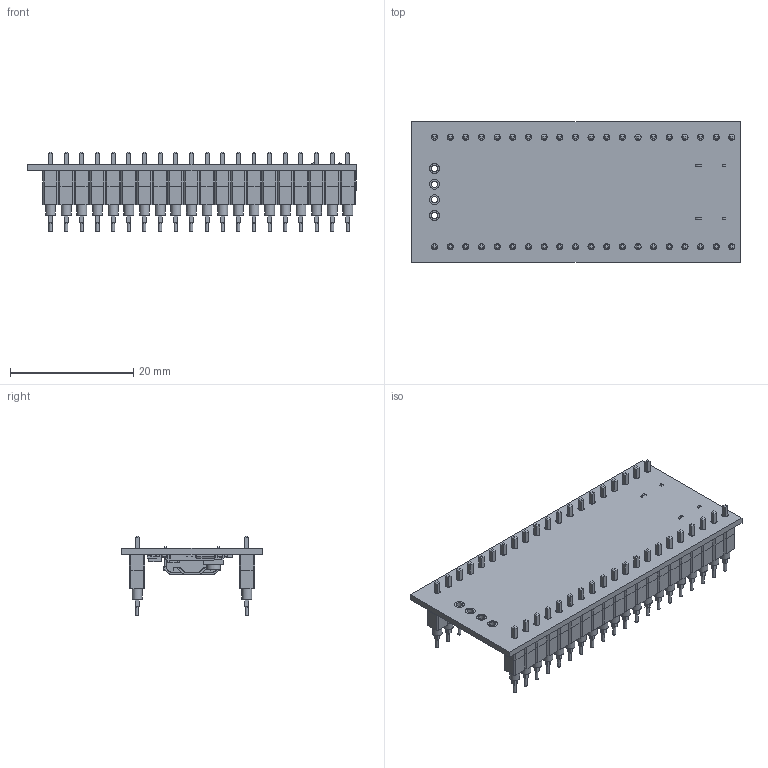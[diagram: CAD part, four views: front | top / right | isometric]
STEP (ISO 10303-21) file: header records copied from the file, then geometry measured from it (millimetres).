
FILE_DESCRIPTION(/* description */ (''),/* implementation_level */ '2;1');
FILE_NAME(/* name */ 'Raspberry_Pi_Pico_USBC_Flipped_Pin_Header.step',/* time_stamp */ '2023-11-17T08:55:01-05:00',/* author */ (''),/* organization */ (''),/* preprocessor_version */ 'ST-DEVELOPER v20',/* originating_system */ 'Autodesk Translation Framework v12.14.0.127',/* authorisation */ '');
FILE_SCHEMA (('AUTOMOTIVE_DESIGN { 1 0 10303 214 3 1 1 }'));
Products named in the file (48): Raspberry_Pi_Pico_Flipped; PinHeader_1x20_P2.54mm_Vertical.step; Raspberry Pi Pico-R3.STEP (1); SMD Resistor, Configurable, Raspberry Pi Pico-R3_R7 (1); U2, RT6150B-33GQW, Buck Boost Converter, Raspberry Pi Pico-R3 (1); SMD Capacitor, Configurable, Raspberry Pi Pico-R3_C3 (1); SMD Resistor, Configurable, Raspberry Pi Pico-R3_R14 (1); SMD Capacitor, Configurable, Raspberry Pi Pico-R3_C12 (1); SMD Resistor, Configurable, Raspberry Pi Pico-R3_R2 (1); SMD Capacitor, Configurable, Raspberry Pi Pico-R3_C13 (1); SMD Resistor, Configurable, Raspberry Pi Pico-R3_R12 (1); U3, W25Q16JVUXIQ, Serial NOR Flash 16 Mbit, Raspberry Pi Pico-R3 (1); SMD Resistor, Configurable, Raspberry Pi Pico-R3_R5 (1); SMD Resistor, Configurable, Raspberry Pi Pico-R3_R1 (1); X1, X12M000000S096, 12 Mhz Crystal Resonator, Raspberry Pi Pico-R3 (1
); SMD Capacitor, Configurable, Raspberry Pi Pico-R3_C2 (1); SMD Resistor, Configurable, Raspberry Pi Pico-R3_R4 (1); Q1, MOSFET, DMG1012T, Raspberry Pi Pico-R3 (1); SMD Capacitor, Configurable, Raspberry Pi Pico-R3_C11 (1); SMD Resistor, Configurable, Raspberry Pi Pico-R3_R6 (1); RP2040 Microcontroller, Raspberry Pi Pico-R3 (1); SMD Resistor, Configurable, Raspberry Pi Pico-R3_R9 (1); D1, Diode, Schottky, Raspberry Pi Pico-R3 (1); SMD Resistor, Configurable, Raspberry Pi Pico-R3_R3 (1); SMD Capacitor, Configurable, Raspberry Pi Pico-R3_C8 (1); SMD Capacitor, Configurable, Raspberry Pi Pico-R3_C6 (1); SMD Capacitor, Configurable, Raspberry Pi Pico-R3_C17 (1); SMD Capacitor, Configurable, Raspberry Pi Pico-R3_C16 (1); SMD Capacitor, Configurable, Raspberry Pi Pico-R3_C7 (1); SMD Resistor, Configurable, Raspberry Pi Pico-R3_R11 (1); SMD Capacitor, Configurable, Raspberry Pi Pico-R3_C4 (1); D2, QSME-C194, LED, Raspberry Pi Pico-R3 (1); SMD Capacitor, Configurable, Raspberry Pi Pico-R3_C14 (1); SMD Resistor, Configurable, Raspberry Pi Pico-R3_R8 (1); SW1, Tact Switch, Raspberry Pi Pico-R3 (1); SMD Capacitor, Configurable, Raspberry Pi Pico-R3_C9 (1); SMD Resistor, Configurable, Raspberry Pi Pico-R3_R15 (1); SMD Capacitor, Configurable, Raspberry Pi Pico-R3_C5 (1); SMD Resistor, Configurable, Raspberry Pi Pico-R3_R13 (1); SMD Resistor, Configurable, Raspberry Pi Pico-R3_R10 (1) ...
Assembly tree (47 placements, depth 3):
  Raspberry_Pi_Pico_Flipped
    PinHeader_1x20_P2.54mm_Vertical.step
    Raspberry Pi Pico-R3.STEP (1)
      SMD Resistor, Configurable, Raspberry Pi Pico-R3_R7 (1)
      U2, RT6150B-33GQW, Buck Boost Converter, Raspberry Pi Pico-R3 (1)
      SMD Capacitor, Configurable, Raspberry Pi Pico-R3_C3 (1)
      SMD Resistor, Configurable, Raspberry Pi Pico-R3_R14 (1)
      SMD Capacitor, Configurable, Raspberry Pi Pico-R3_C12 (1)
      SMD Resistor, Configurable, Raspberry Pi Pico-R3_R2 (1)
      SMD Capacitor, Configurable, Raspberry Pi Pico-R3_C13 (1)
      SMD Resistor, Configurable, Raspberry Pi Pico-R3_R12 (1)
      U3, W25Q16JVUXIQ, Serial NOR Flash 16 Mbit, Raspberry Pi Pico-R3 (1)
      SMD Resistor, Configurable, Raspberry Pi Pico-R3_R5 (1)
      SMD Resistor, Configurable, Raspberry Pi Pico-R3_R1 (1)
      X1, X12M000000S096, 12 Mhz Crystal Resonator, Raspberry Pi Pico-R3 (1
)
      SMD Capacitor, Configurable, Raspberry Pi Pico-R3_C2 (1)
      SMD Resistor, Configurable, Raspberry Pi Pico-R3_R4 (1)
      Q1, MOSFET, DMG1012T, Raspberry Pi Pico-R3 (1)
      SMD Capacitor, Configurable, Raspberry Pi Pico-R3_C11 (1)
      SMD Resistor, Configurable, Raspberry Pi Pico-R3_R6 (1)
      RP2040 Microcontroller, Raspberry Pi Pico-R3 (1)
      SMD Resistor, Configurable, Raspberry Pi Pico-R3_R9 (1)
      D1, Diode, Schottky, Raspberry Pi Pico-R3 (1)
      SMD Resistor, Configurable, Raspberry Pi Pico-R3_R3 (1)
      SMD Capacitor, Configurable, Raspberry Pi Pico-R3_C8 (1)
      SMD Capacitor, Configurable, Raspberry Pi Pico-R3_C6 (1)
      SMD Capacitor, Configurable, Raspberry Pi Pico-R3_C17 (1)
      SMD Capacitor, Configurable, Raspberry Pi Pico-R3_C16 (1)
      SMD Capacitor, Configurable, Raspberry Pi Pico-R3_C7 (1)
      SMD Resistor, Configurable, Raspberry Pi Pico-R3_R11 (1)
      SMD Capacitor, Configurable, Raspberry Pi Pico-R3_C4 (1)
      D2, QSME-C194, LED, Raspberry Pi Pico-R3 (1)
      SMD Capacitor, Configurable, Raspberry Pi Pico-R3_C14 (1)
      SMD Resistor, Configurable, Raspberry Pi Pico-R3_R8 (1)
      SW1, Tact Switch, Raspberry Pi Pico-R3 (1)
      SMD Capacitor, Configurable, Raspberry Pi Pico-R3_C9 (1)
      SMD Resistor, Configurable, Raspberry Pi Pico-R3_R15 (1)
      SMD Capacitor, Configurable, Raspberry Pi Pico-R3_C5 (1)
      SMD Resistor, Configurable, Raspberry Pi Pico-R3_R13 (1)
      SMD Resistor, Configurable, Raspberry Pi Pico-R3_R10 (1)
      SMD Capacitor, Configurable, Raspberry Pi Pico-R3_C10 (1)
      L1, Inductor, Raspberry Pi Pico-R3 (1)
      PCB, Raspberry Pi Pico-R3 (1)
      SMD Capacitor, Configurable, Raspberry Pi Pico-R3_C15 (1)
      SMD Capacitor, Configurable, Raspberry Pi Pico-R3_C18 (1)
    USB_type_C_smd_12p
    Pin Header Female 
    Pin Header Female (Mirror)
Bounding box: 53.34 x 22.86 x 12.97 mm (x, y, z)
Volume: 2829.1 mm3; surface area: 8035.2 mm2
Topology: 158 solids, 158 shells, 2912 faces, 6751 edges, 4314 vertices
Faces by surface type: plane 2450, cylinder 422, sphere 28, cone 10, torus 2
Full cylindrical faces by diameter (mm): 0.5 x40, 0.6 x2, 1 x84, 1.6 x128
Entity records: 84000 total; most frequent: CARTESIAN_POINT 14212, DIRECTION 13589, ORIENTED_EDGE 13446, EDGE_CURVE 6723, LINE 5855, VECTOR 5855, VERTEX_POINT 4314, AXIS2_PLACEMENT_3D 3867
